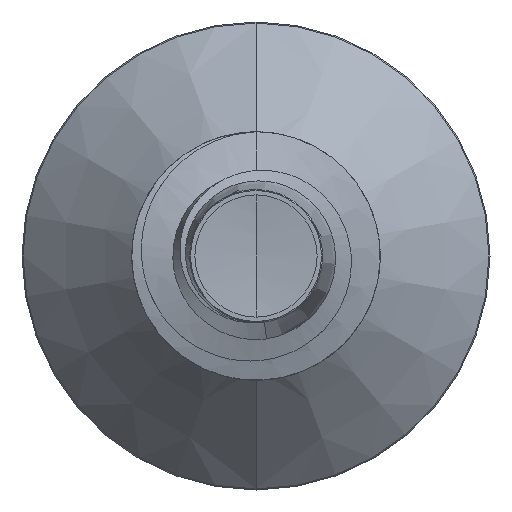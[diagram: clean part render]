
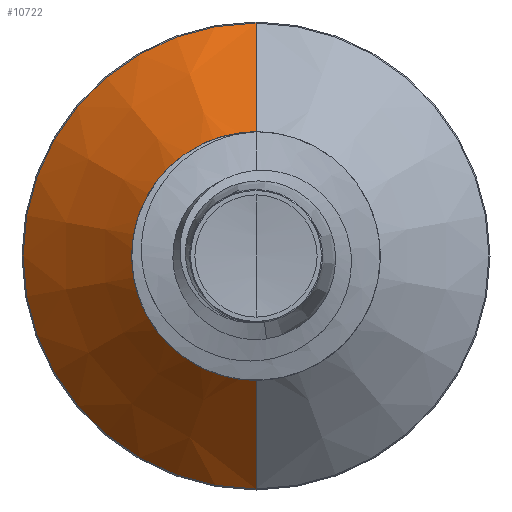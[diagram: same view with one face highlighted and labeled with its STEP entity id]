
A CAD part, front view. The second image highlights one B-rep face of the part: STEP entity #10722.
In plain terms, the highlighted conical face has half-angle 45 degrees and reference radius 2.744 mm.
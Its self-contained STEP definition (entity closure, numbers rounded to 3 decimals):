
#29 = ORIENTED_EDGE ( 'NONE', *, *, #5842, .T. ) ;
#216 = AXIS2_PLACEMENT_3D ( 'NONE', #1611, #12188, #12649 ) ;
#1611 = CARTESIAN_POINT ( 'NONE',  ( 0., 7.245, 0. ) ) ;
#1731 = ORIENTED_EDGE ( 'NONE', *, *, #4009, .F. ) ;
#1831 = ORIENTED_EDGE ( 'NONE', *, *, #5608, .T. ) ;
#1877 = ORIENTED_EDGE ( 'NONE', *, *, #3312, .F. ) ;
#1946 = DIRECTION ( 'NONE',  ( 0., 0., 1. ) ) ;
#1965 = DIRECTION ( 'NONE',  ( 0., 1., 0. ) ) ;
#2057 = CARTESIAN_POINT ( 'NONE',  ( 0., 10.124, 0. ) ) ;
#2096 = CARTESIAN_POINT ( 'NONE',  ( 0., 7.245, 2.745 ) ) ;
#3312 = EDGE_CURVE ( 'NONE', #6477, #9846, #9045, .T. ) ;
#3815 = EDGE_LOOP ( 'NONE', ( #1731, #29, #1831, #1877 ) ) ;
#4009 = EDGE_CURVE ( 'NONE', #4272, #6477, #7508, .T. ) ;
#4036 = CARTESIAN_POINT ( 'NONE',  ( 0., 7.245, 2.745 ) ) ;
#4189 = VECTOR ( 'NONE', #8006, 1000. ) ;
#4272 = VERTEX_POINT ( 'NONE', #5522 ) ;
#4526 = CONICAL_SURFACE ( 'NONE', #216, 2.745, 0.785 ) ;
#5166 = AXIS2_PLACEMENT_3D ( 'NONE', #8772, #8759, #8693 ) ;
#5387 = FACE_OUTER_BOUND ( 'NONE', #3815, .T. ) ;
#5522 = CARTESIAN_POINT ( 'NONE',  ( 0., 7.245, -2.745 ) ) ;
#5608 = EDGE_CURVE ( 'NONE', #7378, #9846, #11507, .T. ) ;
#5842 = EDGE_CURVE ( 'NONE', #4272, #7378, #13106, .T. ) ;
#6477 = VERTEX_POINT ( 'NONE', #12228 ) ;
#6789 = AXIS2_PLACEMENT_3D ( 'NONE', #2057, #1965, #1946 ) ;
#7378 = VERTEX_POINT ( 'NONE', #2096 ) ;
#7508 = LINE ( 'NONE', #7953, #4189 ) ;
#7953 = CARTESIAN_POINT ( 'NONE',  ( 0., 7.245, -2.745 ) ) ;
#8006 = DIRECTION ( 'NONE',  ( 0., 0.707, -0.707 ) ) ;
#8693 = DIRECTION ( 'NONE',  ( 0., 0., 1. ) ) ;
#8759 = DIRECTION ( 'NONE',  ( 0., 1., 0. ) ) ;
#8772 = CARTESIAN_POINT ( 'NONE',  ( 0., 7.245, 0. ) ) ;
#9045 = CIRCLE ( 'NONE', #6789, 5.624 ) ;
#9372 = VECTOR ( 'NONE', #10129, 1000. ) ;
#9846 = VERTEX_POINT ( 'NONE', #10371 ) ;
#10129 = DIRECTION ( 'NONE',  ( 0., 0.707, 0.707 ) ) ;
#10371 = CARTESIAN_POINT ( 'NONE',  ( 0., 10.124, 5.624 ) ) ;
#10722 = ADVANCED_FACE ( 'NONE', ( #5387 ), #4526, .T. ) ;
#11507 = LINE ( 'NONE', #4036, #9372 ) ;
#12188 = DIRECTION ( 'NONE',  ( 0., 1., 0. ) ) ;
#12228 = CARTESIAN_POINT ( 'NONE',  ( 0., 10.124, -5.624 ) ) ;
#12649 = DIRECTION ( 'NONE',  ( 0., 0., 1. ) ) ;
#13106 = CIRCLE ( 'NONE', #5166, 2.745 ) ;
